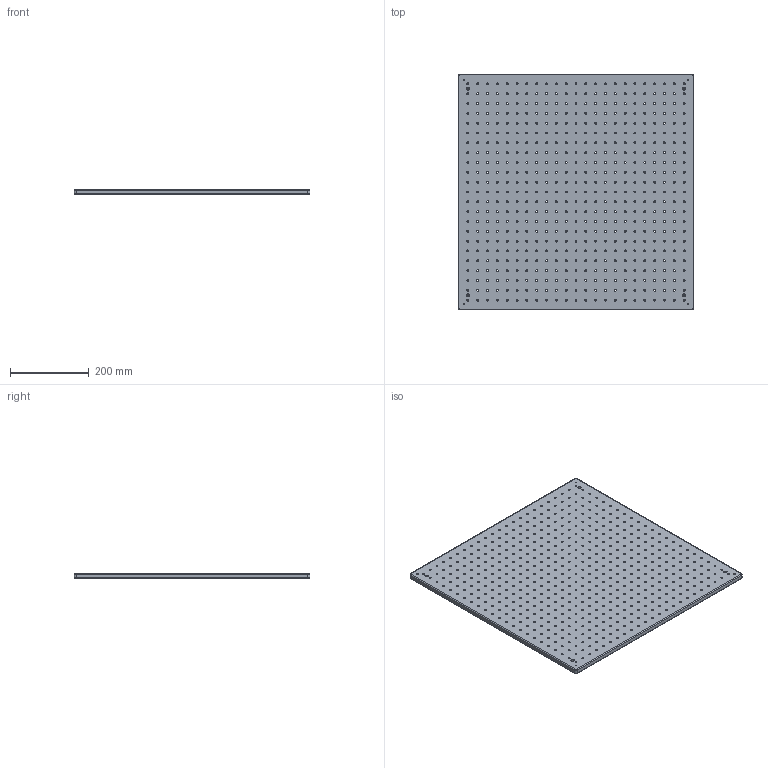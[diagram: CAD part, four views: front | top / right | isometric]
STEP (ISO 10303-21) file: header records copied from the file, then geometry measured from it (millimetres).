
FILE_DESCRIPTION (( 'STEP AP203' ), '1' );
FILE_NAME ('BR0606-1M.STEP', '2016-05-19T09:19:10', ( '' ), ( '' ), 'SwSTEP 2.0', 'SolidWorks 2016', '' );
FILE_SCHEMA (( 'CONFIG_CONTROL_DESIGN' ));
Length unit declared in the file: millimetre
Products named in the file (1): BR0606-1M
Bounding box: 600 x 600 x 13 mm (x, y, z)
Volume: 4538494.2 mm3; surface area: 835528.7 mm2
Topology: 1 solids, 1 shells, 1112 faces, 3302 edges, 2196 vertices
Faces by surface type: cylinder 1094, plane 10, torus 8
Entity records: 40839 total; most frequent: DIRECTION 7724, CARTESIAN_POINT 6611, ORIENTED_EDGE 6604, AXIS2_PLACEMENT_3D 3309, EDGE_CURVE 3302, CIRCLE 2196, VERTEX_POINT 2196, EDGE_LOOP 2190
